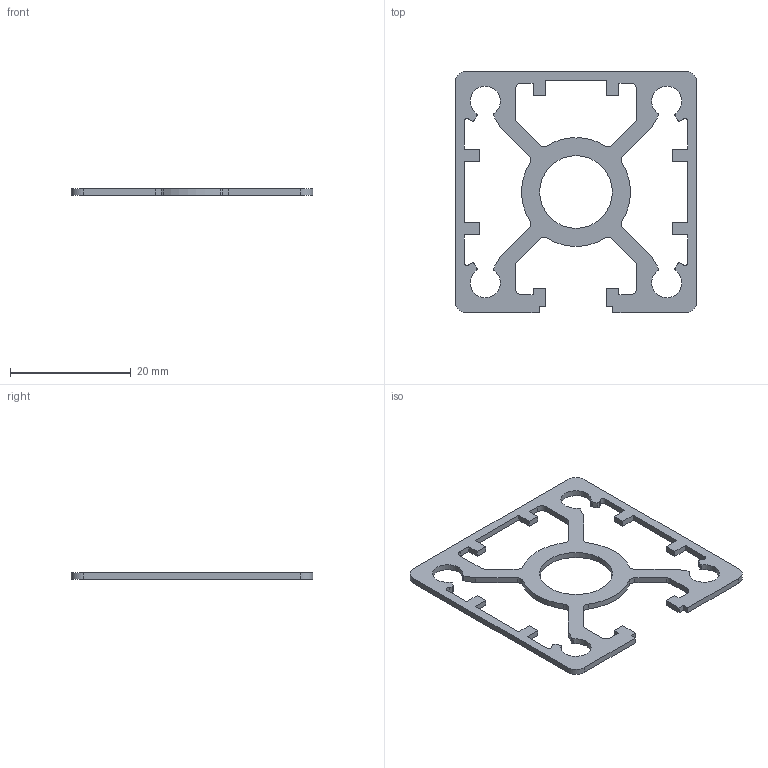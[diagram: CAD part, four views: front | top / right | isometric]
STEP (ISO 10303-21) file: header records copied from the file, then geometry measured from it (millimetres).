
FILE_DESCRIPTION(/* description */ ('Profilo 40x40 3 lati chiusi'),/* implementation_level */ '2;1');
FILE_NAME(/* name */ 'PG4040S.stp',/* time_stamp */ '2021-02-19T16:08:57+01:00',/* author */ ('omnitec'),/* organization */ (''),/* preprocessor_version */ 'ST-DEVELOPER v18.1',/* originating_system */ 'Autodesk Inventor 2021',/* authorisation */ '');
FILE_SCHEMA (('AUTOMOTIVE_DESIGN { 1 0 10303 214 3 1 1 }'));
Length unit declared in the file: millimetre
Products named in the file (1): PG4040S---1,0
Bounding box: 40 x 40 x 1 mm (x, y, z)
Volume: 619.2 mm3; surface area: 1733.7 mm2
Topology: 1 solids, 1 shells, 118 faces, 348 edges, 232 vertices
Faces by surface type: plane 72, cylinder 46
Full cylindrical faces by diameter (mm): 12 x1
Entity records: 4001 total; most frequent: CARTESIAN_POINT 699, ORIENTED_EDGE 696, DIRECTION 678, EDGE_CURVE 348, LINE 256, VECTOR 256, VERTEX_POINT 232, AXIS2_PLACEMENT_3D 211
